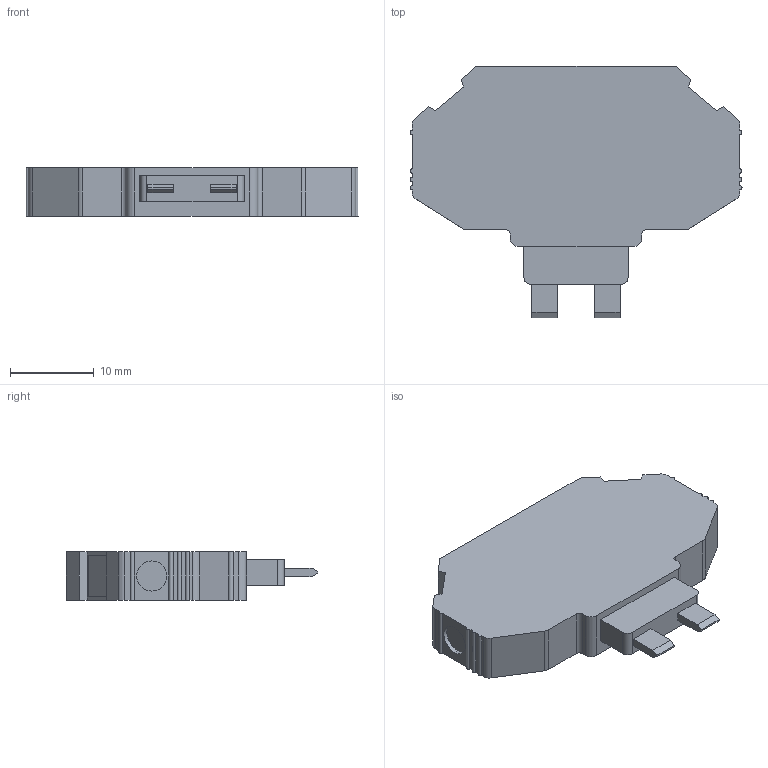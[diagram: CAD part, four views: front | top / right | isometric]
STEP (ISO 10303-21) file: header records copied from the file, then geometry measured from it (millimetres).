
FILE_DESCRIPTION (( 'STEP AP214' ), '1' );
FILE_NAME ('498950_AVK AS_Beige.STP', '2014-10-13T15:53:59', ( '' ), ( '' ), 'SwSTEP 2.0', 'SolidWorks 2014', '' );
FILE_SCHEMA (( 'AUTOMOTIVE_DESIGN' ));
Length unit declared in the file: millimetre
Products named in the file (1): 498950_AVK AS_Beige
Bounding box: 39.57 x 30 x 5.8 mm (x, y, z)
Volume: 4278.5 mm3; surface area: 2449.1 mm2
Topology: 2 solids, 3 shells, 161 faces, 418 edges, 270 vertices
Faces by surface type: plane 108, cylinder 44, torus 5, cone 4
Entity records: 6659 total; most frequent: CARTESIAN_POINT 894, DIRECTION 838, ORIENTED_EDGE 836, EDGE_CURVE 418, LINE 306, VECTOR 306, VERTEX_POINT 270, AXIS2_PLACEMENT_3D 266
